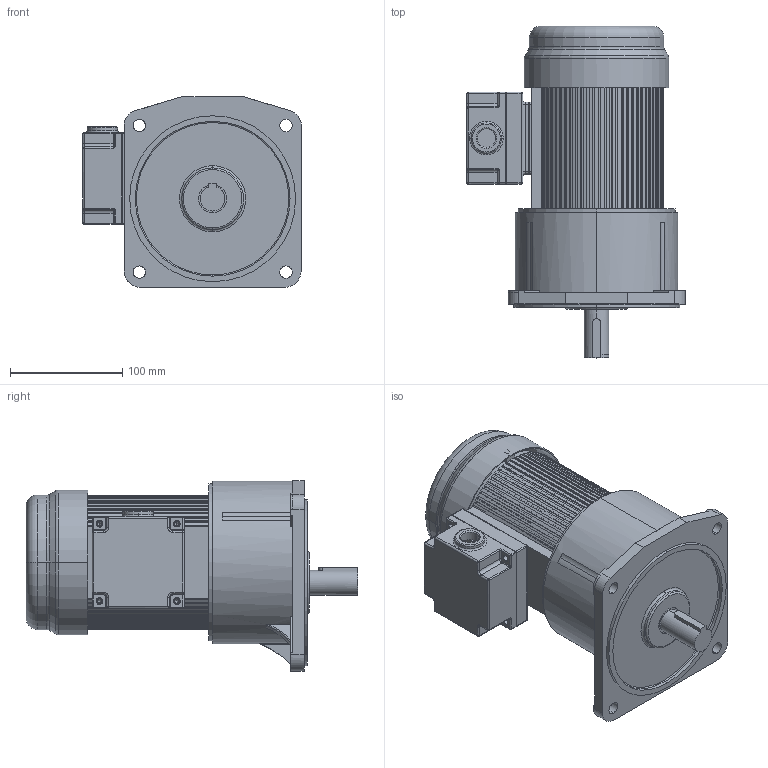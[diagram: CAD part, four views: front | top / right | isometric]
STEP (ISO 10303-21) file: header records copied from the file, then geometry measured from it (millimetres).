
FILE_DESCRIPTION((''),'2;1');
FILE_NAME('ASM0016_ASM','2022-02-26T',('gkkg'),(''),'PRO/ENGINEER BY PARAMETRIC TECHNOLOGY CORPORATION, 2010280','PRO/ENGINEER BY PARAMETRIC TECHNOLOGY CORPORATION, 2010280','');
FILE_SCHEMA(('CONFIG_CONTROL_DESIGN'));
Products named in the file (10): GV22; PRT0032; PRT0033; PRT0034; PRT0035; ASM0019_ASM; PRT0036; ASM0018_ASM; ASM0017_ASM; ASM0016_ASM
Assembly tree (9 placements, depth 5):
  ASM0016_ASM
    GV22
    PRT0032
    PRT0033
    PRT0034
    ASM0017_ASM
      ASM0018_ASM
        ASM0019_ASM
          PRT0035
        PRT0036
Bounding box: 194.8 x 295.91 x 170 mm (x, y, z)
Volume: 1148722.3 mm3; surface area: 498066.4 mm2
Topology: 6 solids, 10 shells, 3119 faces, 8863 edges, 5783 vertices
Faces by surface type: plane 1993, cylinder 741, torus 259, bspline 100, cone 20, sphere 6
Entity records: 106848 total; most frequent: CARTESIAN_POINT 23851, ORIENTED_EDGE 17714, DIRECTION 16962, EDGE_CURVE 8857, VECTOR 6416, LINE 6416, VERTEX_POINT 5783, AXIS2_PLACEMENT_3D 5273
